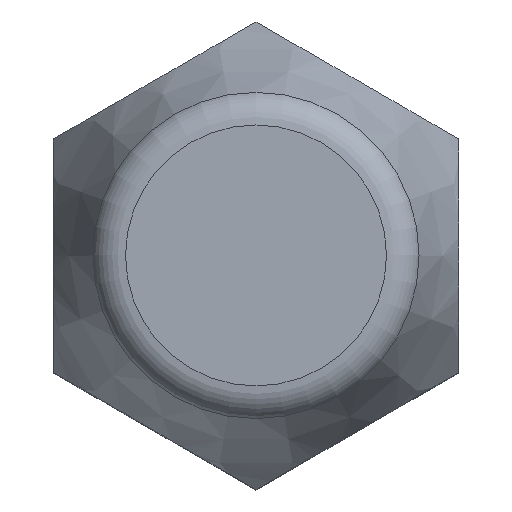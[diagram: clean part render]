
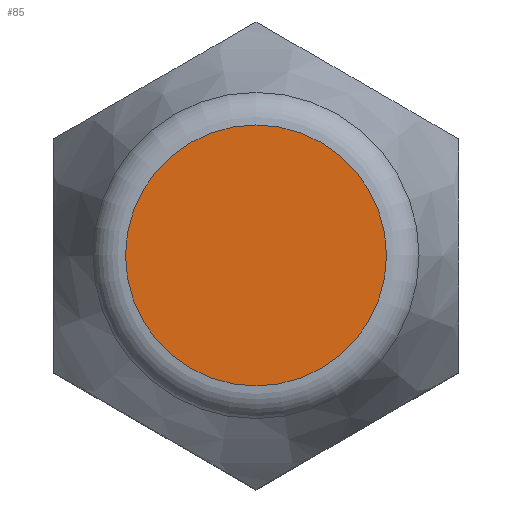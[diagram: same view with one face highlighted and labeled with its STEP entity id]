
A CAD part, top view. The second image highlights one B-rep face of the part: STEP entity #85.
In plain terms, the highlighted planar face has unit normal (0, 0, 1).
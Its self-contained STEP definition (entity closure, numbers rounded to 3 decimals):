
#85 = ADVANCED_FACE( '', ( #119 ), #120, .T. );
#119 = FACE_OUTER_BOUND( '', #162, .T. );
#120 = PLANE( '', #163 );
#162 = EDGE_LOOP( '', ( #253 ) );
#163 = AXIS2_PLACEMENT_3D( '', #254, #255, #256 );
#253 = ORIENTED_EDGE( '', *, *, #315, .T. );
#254 = CARTESIAN_POINT( '', ( 0., 8.083, 15. ) );
#255 = DIRECTION( '', ( 0., 0., 1. ) );
#256 = DIRECTION( '', ( 1., 0., 0. ) );
#315 = EDGE_CURVE( '', #357, #357, #358, .T. );
#357 = VERTEX_POINT( '', #415 );
#358 = CIRCLE( '', #416, 4.51 );
#415 = CARTESIAN_POINT( '', ( 4.51, 0., 15. ) );
#416 = AXIS2_PLACEMENT_3D( '', #692, #693, #694 );
#692 = CARTESIAN_POINT( '', ( 0., 0., 15. ) );
#693 = DIRECTION( '', ( 0., 0., 1. ) );
#694 = DIRECTION( '', ( 1., 0., 0. ) );
